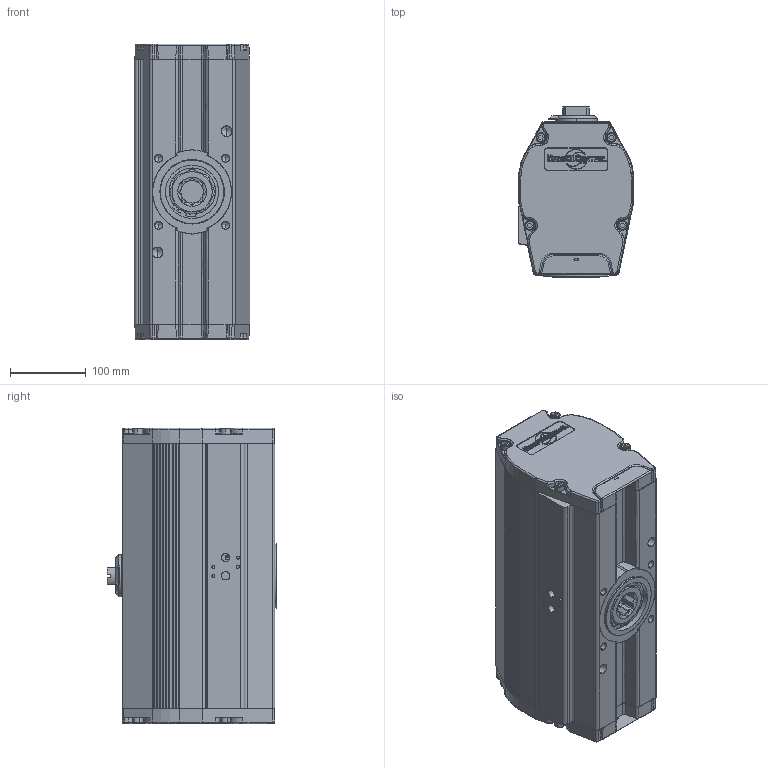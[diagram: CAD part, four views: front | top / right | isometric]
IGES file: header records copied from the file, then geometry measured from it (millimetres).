
Start section: SolidWorks IGES file using analytic representation for surfaces
Global section: file name: 002390.IGS; native system: SolidWorks 2018; preprocessor: SolidWorks 2018; author: sara.marklund; date: 180816.112132; units: millimetre
Bounding box: 152.3 x 224.3 x 390.5 mm (x, y, z)
Surface area: 366730.6 mm2 (no closed solid volume)
Topology: 0 solids, 0 shells, 2635 faces, 20821 edges, 20595 vertices
Faces by surface type: revolution 1381, bspline 1254
